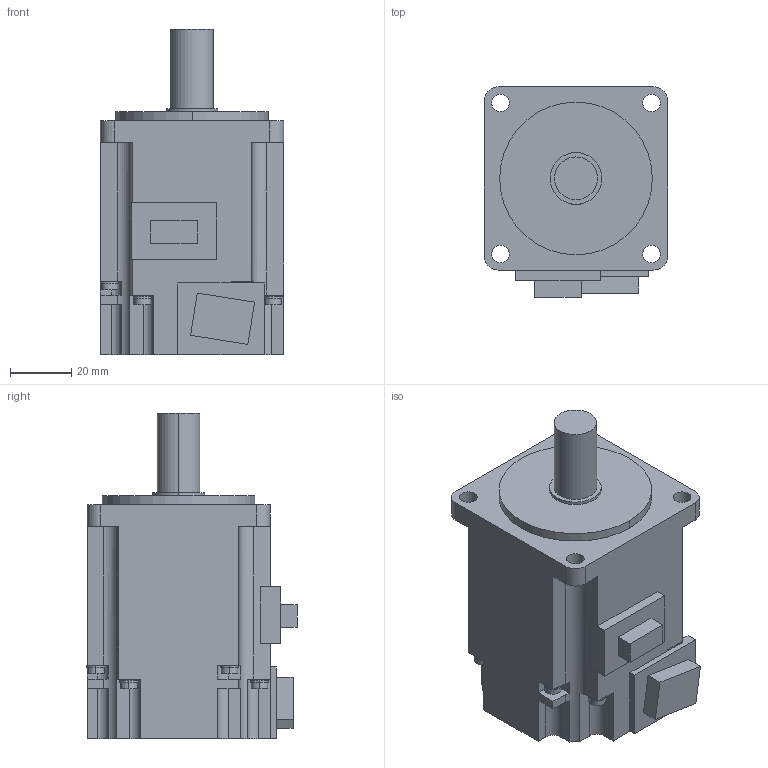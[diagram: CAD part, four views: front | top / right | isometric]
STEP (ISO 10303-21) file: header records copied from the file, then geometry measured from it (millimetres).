
FILE_DESCRIPTION((''),'2;1');
FILE_NAME('HG-MR23_','2011-09-23T',('FJ93736'),(''),'PRO/ENGINEER BY PARAMETRIC TECHNOLOGY CORPORATION, 2009400','PRO/ENGINEER BY PARAMETRIC TECHNOLOGY CORPORATION, 2009400','');
FILE_SCHEMA(('CONFIG_CONTROL_DESIGN'));
Length unit declared in the file: millimetre
Products named in the file (1): HG-MR23_
Bounding box: 60.07 x 68.83 x 106.6 mm (x, y, z)
Volume: 256333 mm3; surface area: 28765.2 mm2
Topology: 1 solids, 1 shells, 181 faces, 491 edges, 331 vertices
Faces by surface type: plane 95, cylinder 86
Entity records: 5850 total; most frequent: DIRECTION 1052, CARTESIAN_POINT 1003, ORIENTED_EDGE 982, EDGE_CURVE 491, AXIS2_PLACEMENT_3D 380, VERTEX_POINT 331, VECTOR 292, LINE 292
